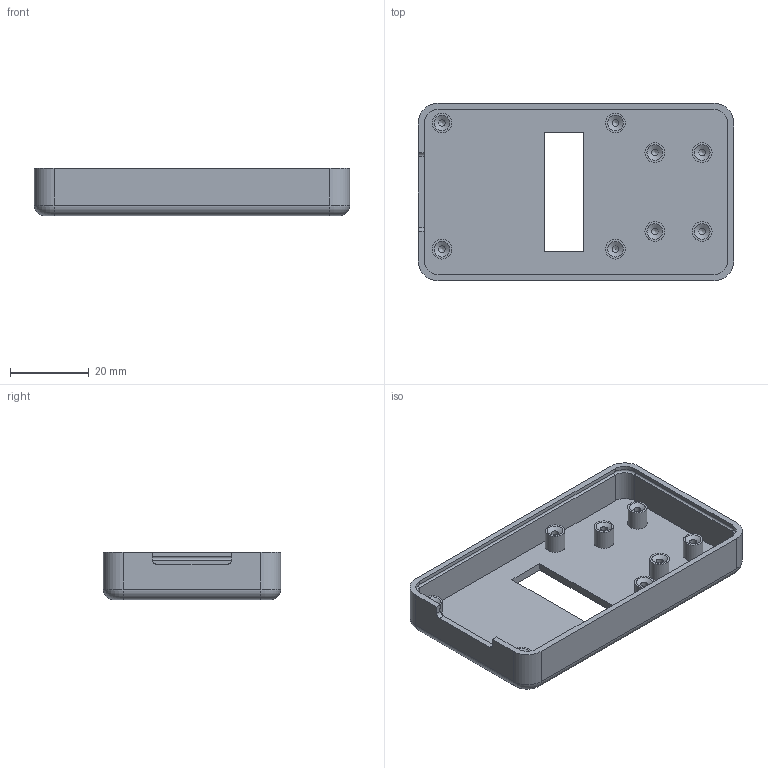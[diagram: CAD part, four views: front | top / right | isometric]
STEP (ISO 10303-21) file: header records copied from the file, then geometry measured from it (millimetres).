
FILE_DESCRIPTION(/* description */ ('STEP AP242','CAx-IF Rec.Pracs.---Representation and Presentation of Product Manufacturing Information (PMI)---4.0---2014-10-13','CAx-IF Rec.Pracs.---3D Tessellated Geometry---0.4---2014-09-14','2;1'),/* implementation_level */ '2;1');
FILE_NAME(/* name */ '67ff29d038325b4ae0c1f6ef',/* time_stamp */ '2025-04-16T03:53:52Z',/* author */ (''),/* organization */ (''),/* preprocessor_version */ 'ST-DEVELOPER v20',/* originating_system */ 'ONSHAPE BY PTC INC, 1.196',/* authorisation */ ' ');
FILE_SCHEMA (('AP242_MANAGED_MODEL_BASED_3D_ENGINEERING_MIM_LF { 1 0 10303 442 1 1 4 }'));
Length unit declared in the file: metre
Products named in the file (1): case
Bounding box: 80 x 45 x 12 mm (x, y, z)
Volume: 10235.8 mm3; surface area: 12502.7 mm2
Topology: 1 solids, 1 shells, 94 faces, 218 edges, 134 vertices
Faces by surface type: cylinder 39, plane 31, cone 16, torus 8
Full cylindrical faces by diameter (mm): 1.75 x8, 5 x8
Entity records: 2414 total; most frequent: DIRECTION 450, CARTESIAN_POINT 391, ORIENTED_EDGE 340, AXIS2_PLACEMENT_3D 185, EDGE_CURVE 170, FACE_BOUND 144, EDGE_LOOP 136, VERTEX_POINT 126
